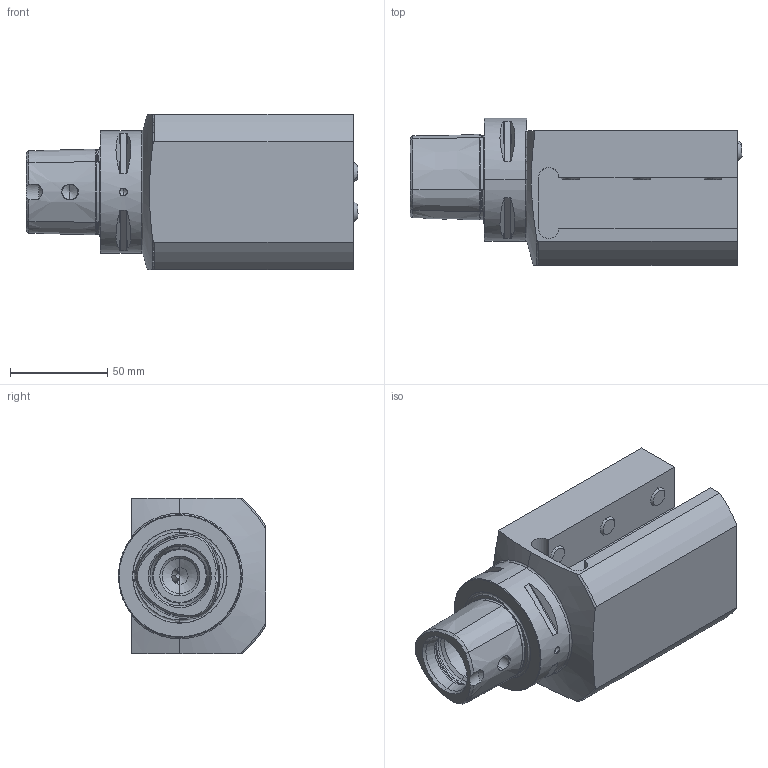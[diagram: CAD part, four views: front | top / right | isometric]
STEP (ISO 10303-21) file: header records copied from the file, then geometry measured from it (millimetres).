
FILE_DESCRIPTION (( 'STEP AP203' ), '1' );
FILE_NAME ('PS6-V25.R21.130.STEP', '2013-06-25T07:04:51', ( 'baer' ), ( 'Hewlett-Packard Company' ), 'SwSTEP 2.0', 'SolidWorks 2012', '' );
FILE_SCHEMA (( 'CONFIG_CONTROL_DESIGN' ));
Length unit declared in the file: millimetre
Products named in the file (6): PS6-V25.R21.130; KU1-U14.001.012; KU1-U14.001.012_2; KU1-U14.001.012_1; ISO 4026 - M12 x 25; PS6-V25.R21.130_A
Assembly tree (11 placements, depth 3):
  PS6-V25.R21.130
    PS6-V25.R21.130_A
    ISO 4026 - M12 x 25  x6
    KU1-U14.001.012  x2
      KU1-U14.001.012_1
      KU1-U14.001.012_2
Bounding box: 170.4 x 75.5 x 80 mm (x, y, z)
Volume: 530357.6 mm3; surface area: 83076.5 mm2
Topology: 11 solids, 11 shells, 304 faces, 740 edges, 454 vertices
Faces by surface type: plane 94, cone 88, cylinder 81, torus 33, sphere 8
Entity records: 7700 total; most frequent: CARTESIAN_POINT 1903, DIRECTION 1097, ORIENTED_EDGE 1028, EDGE_CURVE 514, AXIS2_PLACEMENT_3D 454, VERTEX_POINT 318, EDGE_LOOP 242, CIRCLE 227
